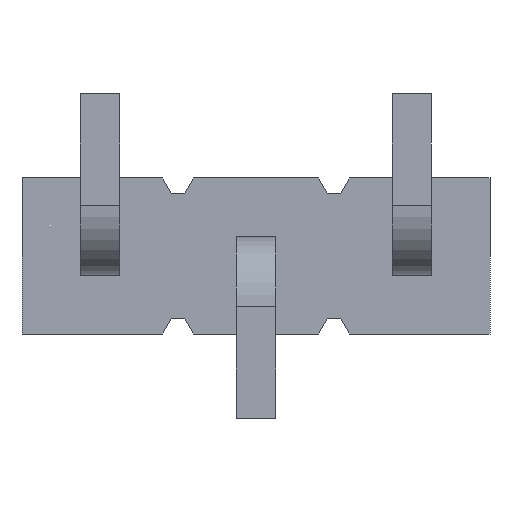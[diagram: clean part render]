
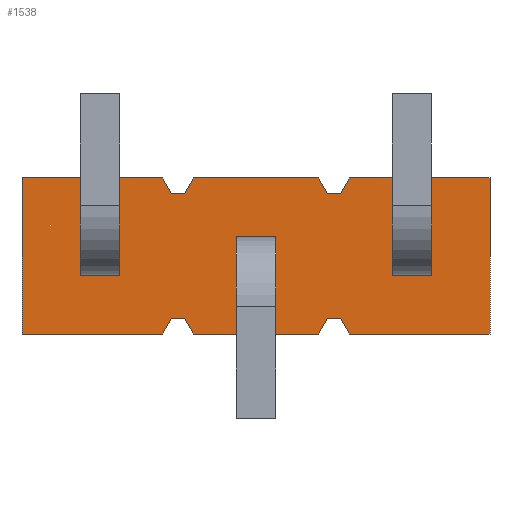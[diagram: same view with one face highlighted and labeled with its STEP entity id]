
A CAD part, front view. The second image highlights one B-rep face of the part: STEP entity #1538.
In plain terms, the highlighted planar face has unit normal (0, -1, 0).
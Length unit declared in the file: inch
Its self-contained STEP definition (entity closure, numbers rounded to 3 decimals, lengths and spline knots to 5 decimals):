
#321=ORIENTED_EDGE('',*,*,#633,.T.);
#322=ORIENTED_EDGE('',*,*,#634,.T.);
#323=ORIENTED_EDGE('',*,*,#635,.T.);
#324=ORIENTED_EDGE('',*,*,#636,.T.);
#325=ORIENTED_EDGE('',*,*,#637,.T.);
#326=ORIENTED_EDGE('',*,*,#638,.T.);
#327=ORIENTED_EDGE('',*,*,#639,.T.);
#328=ORIENTED_EDGE('',*,*,#640,.T.);
#329=ORIENTED_EDGE('',*,*,#641,.T.);
#330=ORIENTED_EDGE('',*,*,#642,.T.);
#331=ORIENTED_EDGE('',*,*,#643,.T.);
#332=ORIENTED_EDGE('',*,*,#644,.T.);
#333=ORIENTED_EDGE('',*,*,#645,.T.);
#334=ORIENTED_EDGE('',*,*,#646,.T.);
#335=ORIENTED_EDGE('',*,*,#647,.T.);
#336=ORIENTED_EDGE('',*,*,#648,.F.);
#337=ORIENTED_EDGE('',*,*,#649,.T.);
#338=ORIENTED_EDGE('',*,*,#650,.T.);
#339=ORIENTED_EDGE('',*,*,#651,.T.);
#340=ORIENTED_EDGE('',*,*,#652,.F.);
#341=ORIENTED_EDGE('',*,*,#653,.F.);
#342=ORIENTED_EDGE('',*,*,#654,.F.);
#343=ORIENTED_EDGE('',*,*,#655,.T.);
#344=ORIENTED_EDGE('',*,*,#656,.T.);
#345=ORIENTED_EDGE('',*,*,#657,.T.);
#346=ORIENTED_EDGE('',*,*,#658,.F.);
#347=ORIENTED_EDGE('',*,*,#659,.T.);
#348=ORIENTED_EDGE('',*,*,#660,.T.);
#349=ORIENTED_EDGE('',*,*,#661,.T.);
#350=ORIENTED_EDGE('',*,*,#662,.F.);
#351=ORIENTED_EDGE('',*,*,#663,.F.);
#352=ORIENTED_EDGE('',*,*,#664,.F.);
#633=EDGE_CURVE('',#809,#810,#981,.T.);
#634=EDGE_CURVE('',#810,#811,#982,.T.);
#635=EDGE_CURVE('',#811,#812,#983,.T.);
#636=EDGE_CURVE('',#812,#809,#984,.T.);
#637=EDGE_CURVE('',#813,#814,#985,.T.);
#638=EDGE_CURVE('',#814,#815,#986,.T.);
#639=EDGE_CURVE('',#815,#816,#987,.T.);
#640=EDGE_CURVE('',#816,#813,#988,.T.);
#641=EDGE_CURVE('',#817,#818,#989,.T.);
#642=EDGE_CURVE('',#818,#819,#990,.T.);
#643=EDGE_CURVE('',#819,#820,#991,.T.);
#644=EDGE_CURVE('',#820,#817,#992,.T.);
#645=EDGE_CURVE('',#821,#822,#993,.T.);
#646=EDGE_CURVE('',#822,#823,#994,.T.);
#647=EDGE_CURVE('',#823,#824,#995,.T.);
#648=EDGE_CURVE('',#825,#824,#996,.T.);
#649=EDGE_CURVE('',#825,#826,#997,.T.);
#650=EDGE_CURVE('',#826,#827,#998,.T.);
#651=EDGE_CURVE('',#827,#828,#999,.T.);
#652=EDGE_CURVE('',#829,#828,#1000,.T.);
#653=EDGE_CURVE('',#830,#829,#1001,.T.);
#654=EDGE_CURVE('',#831,#830,#1002,.T.);
#655=EDGE_CURVE('',#831,#832,#1003,.T.);
#656=EDGE_CURVE('',#832,#833,#1004,.T.);
#657=EDGE_CURVE('',#833,#834,#1005,.T.);
#658=EDGE_CURVE('',#835,#834,#1006,.T.);
#659=EDGE_CURVE('',#835,#836,#1007,.T.);
#660=EDGE_CURVE('',#836,#837,#1008,.T.);
#661=EDGE_CURVE('',#837,#838,#1009,.T.);
#662=EDGE_CURVE('',#839,#838,#1010,.T.);
#663=EDGE_CURVE('',#840,#839,#1011,.T.);
#664=EDGE_CURVE('',#821,#840,#1012,.T.);
#809=VERTEX_POINT('',#2392);
#810=VERTEX_POINT('',#2393);
#811=VERTEX_POINT('',#2395);
#812=VERTEX_POINT('',#2397);
#813=VERTEX_POINT('',#2400);
#814=VERTEX_POINT('',#2401);
#815=VERTEX_POINT('',#2403);
#816=VERTEX_POINT('',#2405);
#817=VERTEX_POINT('',#2408);
#818=VERTEX_POINT('',#2409);
#819=VERTEX_POINT('',#2411);
#820=VERTEX_POINT('',#2413);
#821=VERTEX_POINT('',#2416);
#822=VERTEX_POINT('',#2417);
#823=VERTEX_POINT('',#2419);
#824=VERTEX_POINT('',#2421);
#825=VERTEX_POINT('',#2423);
#826=VERTEX_POINT('',#2425);
#827=VERTEX_POINT('',#2427);
#828=VERTEX_POINT('',#2429);
#829=VERTEX_POINT('',#2431);
#830=VERTEX_POINT('',#2433);
#831=VERTEX_POINT('',#2435);
#832=VERTEX_POINT('',#2437);
#833=VERTEX_POINT('',#2439);
#834=VERTEX_POINT('',#2441);
#835=VERTEX_POINT('',#2443);
#836=VERTEX_POINT('',#2445);
#837=VERTEX_POINT('',#2447);
#838=VERTEX_POINT('',#2449);
#839=VERTEX_POINT('',#2451);
#840=VERTEX_POINT('',#2453);
#981=LINE('',#2391,#1185);
#982=LINE('',#2394,#1186);
#983=LINE('',#2396,#1187);
#984=LINE('',#2398,#1188);
#985=LINE('',#2399,#1189);
#986=LINE('',#2402,#1190);
#987=LINE('',#2404,#1191);
#988=LINE('',#2406,#1192);
#989=LINE('',#2407,#1193);
#990=LINE('',#2410,#1194);
#991=LINE('',#2412,#1195);
#992=LINE('',#2414,#1196);
#993=LINE('',#2415,#1197);
#994=LINE('',#2418,#1198);
#995=LINE('',#2420,#1199);
#996=LINE('',#2422,#1200);
#997=LINE('',#2424,#1201);
#998=LINE('',#2426,#1202);
#999=LINE('',#2428,#1203);
#1000=LINE('',#2430,#1204);
#1001=LINE('',#2432,#1205);
#1002=LINE('',#2434,#1206);
#1003=LINE('',#2436,#1207);
#1004=LINE('',#2438,#1208);
#1005=LINE('',#2440,#1209);
#1006=LINE('',#2442,#1210);
#1007=LINE('',#2444,#1211);
#1008=LINE('',#2446,#1212);
#1009=LINE('',#2448,#1213);
#1010=LINE('',#2450,#1214);
#1011=LINE('',#2452,#1215);
#1012=LINE('',#2454,#1216);
#1185=VECTOR('',#1949,39.37008);
#1186=VECTOR('',#1950,39.37008);
#1187=VECTOR('',#1951,39.37008);
#1188=VECTOR('',#1952,39.37008);
#1189=VECTOR('',#1953,39.37008);
#1190=VECTOR('',#1954,39.37008);
#1191=VECTOR('',#1955,39.37008);
#1192=VECTOR('',#1956,39.37008);
#1193=VECTOR('',#1957,39.37008);
#1194=VECTOR('',#1958,39.37008);
#1195=VECTOR('',#1959,39.37008);
#1196=VECTOR('',#1960,39.37008);
#1197=VECTOR('',#1961,39.37008);
#1198=VECTOR('',#1962,39.37008);
#1199=VECTOR('',#1963,39.37008);
#1200=VECTOR('',#1964,39.37008);
#1201=VECTOR('',#1965,39.37008);
#1202=VECTOR('',#1966,39.37008);
#1203=VECTOR('',#1967,39.37008);
#1204=VECTOR('',#1968,39.37008);
#1205=VECTOR('',#1969,39.37008);
#1206=VECTOR('',#1970,39.37008);
#1207=VECTOR('',#1971,39.37008);
#1208=VECTOR('',#1972,39.37008);
#1209=VECTOR('',#1973,39.37008);
#1210=VECTOR('',#1974,39.37008);
#1211=VECTOR('',#1975,39.37008);
#1212=VECTOR('',#1976,39.37008);
#1213=VECTOR('',#1977,39.37008);
#1214=VECTOR('',#1978,39.37008);
#1215=VECTOR('',#1979,39.37008);
#1216=VECTOR('',#1980,39.37008);
#1299=EDGE_LOOP('',(#321,#322,#323,#324));
#1300=EDGE_LOOP('',(#325,#326,#327,#328));
#1301=EDGE_LOOP('',(#329,#330,#331,#332));
#1302=EDGE_LOOP('',(#333,#334,#335,#336,#337,#338,#339,#340,#341,#342,#343,
#344,#345,#346,#347,#348,#349,#350,#351,#352));
#1385=FACE_BOUND('',#1299,.T.);
#1386=FACE_BOUND('',#1300,.T.);
#1387=FACE_BOUND('',#1301,.T.);
#1388=FACE_BOUND('',#1302,.T.);
#1460=PLANE('',#1655);
#1538=ADVANCED_FACE('',(#1385,#1386,#1387,#1388),#1460,.F.);
#1655=AXIS2_PLACEMENT_3D('',#2390,#1947,#1948);
#1947=DIRECTION('',(0.,1.,0.));
#1948=DIRECTION('',(0.,0.,1.));
#1949=DIRECTION('',(0.,0.,1.));
#1950=DIRECTION('',(1.,0.,0.));
#1951=DIRECTION('',(0.,0.,-1.));
#1952=DIRECTION('',(-1.,0.,0.));
#1953=DIRECTION('',(0.,0.,1.));
#1954=DIRECTION('',(1.,0.,0.));
#1955=DIRECTION('',(0.,0.,-1.));
#1956=DIRECTION('',(-1.,0.,0.));
#1957=DIRECTION('',(0.,0.,1.));
#1958=DIRECTION('',(1.,0.,0.));
#1959=DIRECTION('',(0.,0.,-1.));
#1960=DIRECTION('',(-1.,0.,0.));
#1961=DIRECTION('',(0.5,0.,0.866));
#1962=DIRECTION('',(1.,0.,0.));
#1963=DIRECTION('',(0.5,0.,-0.866));
#1964=DIRECTION('',(-1.,0.,0.));
#1965=DIRECTION('',(0.5,0.,0.866));
#1966=DIRECTION('',(1.,0.,0.));
#1967=DIRECTION('',(0.5,0.,-0.866));
#1968=DIRECTION('',(-1.,0.,0.));
#1969=DIRECTION('',(0.,0.,-1.));
#1970=DIRECTION('',(1.,0.,0.));
#1971=DIRECTION('',(-0.5,0.,-0.866));
#1972=DIRECTION('',(-1.,0.,0.));
#1973=DIRECTION('',(-0.5,0.,0.866));
#1974=DIRECTION('',(1.,0.,0.));
#1975=DIRECTION('',(-0.5,0.,-0.866));
#1976=DIRECTION('',(-1.,0.,0.));
#1977=DIRECTION('',(-0.5,0.,0.866));
#1978=DIRECTION('',(1.,0.,0.));
#1979=DIRECTION('',(0.,0.,1.));
#1980=DIRECTION('',(-1.,0.,0.));
#2390=CARTESIAN_POINT('',(0.,-0.05,0.));
#2391=CARTESIAN_POINT('',(-0.1125,-0.05,-0.0125));
#2392=CARTESIAN_POINT('',(-0.1125,-0.05,-0.0125));
#2393=CARTESIAN_POINT('',(-0.1125,-0.05,0.0125));
#2394=CARTESIAN_POINT('',(-0.1125,-0.05,0.0125));
#2395=CARTESIAN_POINT('',(-0.0875,-0.05,0.0125));
#2396=CARTESIAN_POINT('',(-0.0875,-0.05,0.0125));
#2397=CARTESIAN_POINT('',(-0.0875,-0.05,-0.0125));
#2398=CARTESIAN_POINT('',(-0.0875,-0.05,-0.0125));
#2399=CARTESIAN_POINT('',(-0.0125,-0.05,-0.0125));
#2400=CARTESIAN_POINT('',(-0.0125,-0.05,-0.0125));
#2401=CARTESIAN_POINT('',(-0.0125,-0.05,0.0125));
#2402=CARTESIAN_POINT('',(-0.0125,-0.05,0.0125));
#2403=CARTESIAN_POINT('',(0.0125,-0.05,0.0125));
#2404=CARTESIAN_POINT('',(0.0125,-0.05,0.0125));
#2405=CARTESIAN_POINT('',(0.0125,-0.05,-0.0125));
#2406=CARTESIAN_POINT('',(0.0125,-0.05,-0.0125));
#2407=CARTESIAN_POINT('',(0.0875,-0.05,-0.0125));
#2408=CARTESIAN_POINT('',(0.0875,-0.05,-0.0125));
#2409=CARTESIAN_POINT('',(0.0875,-0.05,0.0125));
#2410=CARTESIAN_POINT('',(0.0875,-0.05,0.0125));
#2411=CARTESIAN_POINT('',(0.1125,-0.05,0.0125));
#2412=CARTESIAN_POINT('',(0.1125,-0.05,0.0125));
#2413=CARTESIAN_POINT('',(0.1125,-0.05,-0.0125));
#2414=CARTESIAN_POINT('',(0.1125,-0.05,-0.0125));
#2415=CARTESIAN_POINT('',(-0.06,-0.05,-0.05));
#2416=CARTESIAN_POINT('',(-0.06,-0.05,-0.05));
#2417=CARTESIAN_POINT('',(-0.05423,-0.05,-0.04));
#2418=CARTESIAN_POINT('',(-0.05423,-0.05,-0.04));
#2419=CARTESIAN_POINT('',(-0.04577,-0.05,-0.04));
#2420=CARTESIAN_POINT('',(-0.04577,-0.05,-0.04));
#2421=CARTESIAN_POINT('',(-0.04,-0.05,-0.05));
#2422=CARTESIAN_POINT('',(0.15,-0.05,-0.05));
#2423=CARTESIAN_POINT('',(0.04,-0.05,-0.05));
#2424=CARTESIAN_POINT('',(0.04,-0.05,-0.05));
#2425=CARTESIAN_POINT('',(0.04577,-0.05,-0.04));
#2426=CARTESIAN_POINT('',(0.04577,-0.05,-0.04));
#2427=CARTESIAN_POINT('',(0.05423,-0.05,-0.04));
#2428=CARTESIAN_POINT('',(0.05423,-0.05,-0.04));
#2429=CARTESIAN_POINT('',(0.06,-0.05,-0.05));
#2430=CARTESIAN_POINT('',(0.15,-0.05,-0.05));
#2431=CARTESIAN_POINT('',(0.15,-0.05,-0.05));
#2432=CARTESIAN_POINT('',(0.15,-0.05,0.05));
#2433=CARTESIAN_POINT('',(0.15,-0.05,0.05));
#2434=CARTESIAN_POINT('',(-0.15,-0.05,0.05));
#2435=CARTESIAN_POINT('',(0.06,-0.05,0.05));
#2436=CARTESIAN_POINT('',(0.06,-0.05,0.05));
#2437=CARTESIAN_POINT('',(0.05423,-0.05,0.04));
#2438=CARTESIAN_POINT('',(0.05423,-0.05,0.04));
#2439=CARTESIAN_POINT('',(0.04577,-0.05,0.04));
#2440=CARTESIAN_POINT('',(0.04577,-0.05,0.04));
#2441=CARTESIAN_POINT('',(0.04,-0.05,0.05));
#2442=CARTESIAN_POINT('',(-0.15,-0.05,0.05));
#2443=CARTESIAN_POINT('',(-0.04,-0.05,0.05));
#2444=CARTESIAN_POINT('',(-0.04,-0.05,0.05));
#2445=CARTESIAN_POINT('',(-0.04577,-0.05,0.04));
#2446=CARTESIAN_POINT('',(-0.04577,-0.05,0.04));
#2447=CARTESIAN_POINT('',(-0.05423,-0.05,0.04));
#2448=CARTESIAN_POINT('',(-0.05423,-0.05,0.04));
#2449=CARTESIAN_POINT('',(-0.06,-0.05,0.05));
#2450=CARTESIAN_POINT('',(-0.15,-0.05,0.05));
#2451=CARTESIAN_POINT('',(-0.15,-0.05,0.05));
#2452=CARTESIAN_POINT('',(-0.15,-0.05,-0.05));
#2453=CARTESIAN_POINT('',(-0.15,-0.05,-0.05));
#2454=CARTESIAN_POINT('',(0.15,-0.05,-0.05));
